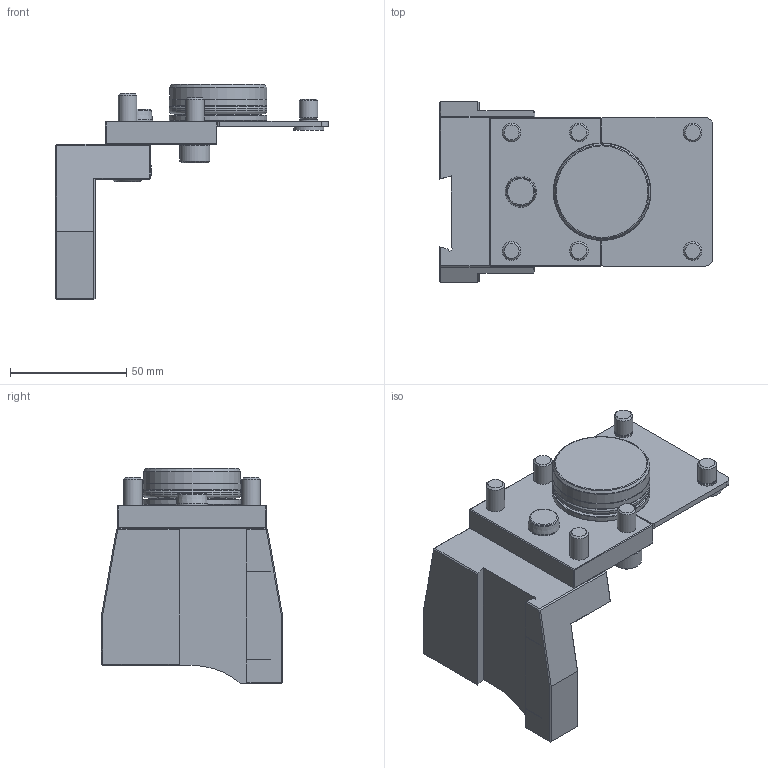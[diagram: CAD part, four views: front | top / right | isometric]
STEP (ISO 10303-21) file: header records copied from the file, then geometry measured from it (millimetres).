
FILE_DESCRIPTION(/* description */ ('Unknown'),/* implementation_level */ '2;1');
FILE_NAME(/* name */ 'APBR_MS42A_25_HP_SIM',/* time_stamp */ '2023-05-04T12:37:50+02:00',/* author */ ('WTO KS'),/* organization */ ('WTO'),/* preprocessor_version */ 'ST-DEVELOPER v16.7',/* originating_system */ 'DEX',/* authorisation */ $);
FILE_SCHEMA (('AUTOMOTIVE_DESIGN {1 0 10303 214 3 1 1}'));
Length unit declared in the file: millimetre
Products named in the file (1): APBR-MS42A-25-HP_stp
Bounding box: 117.5 x 78 x 93 mm (x, y, z)
Volume: 158565.1 mm3; surface area: 36500.9 mm2
Topology: 1 solids, 1 shells, 191 faces, 447 edges, 276 vertices
Faces by surface type: plane 125, cylinder 33, cone 24, torus 8, sphere 1
Full cylindrical faces by diameter (mm): 8 x8, 8.5 x2, 9 x1, 9.5 x1, 13 x6, 13.5 x1, 37 x1, 41.8 x1, 42 x3
Entity records: 5027 total; most frequent: CARTESIAN_POINT 869, DIRECTION 859, ORIENTED_EDGE 764, EDGE_CURVE 382, AXIS2_PLACEMENT_3D 295, LINE 269, VECTOR 269, VERTEX_POINT 265
